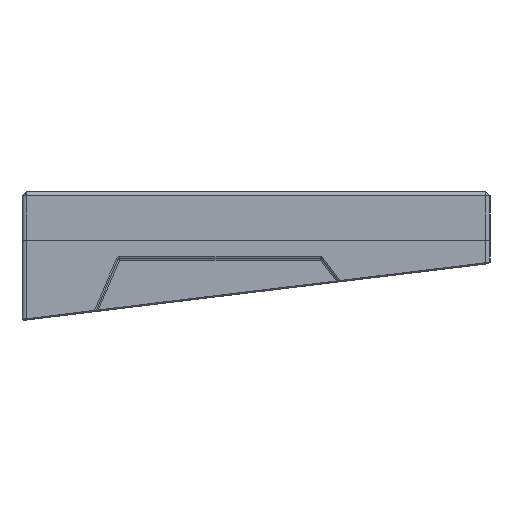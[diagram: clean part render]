
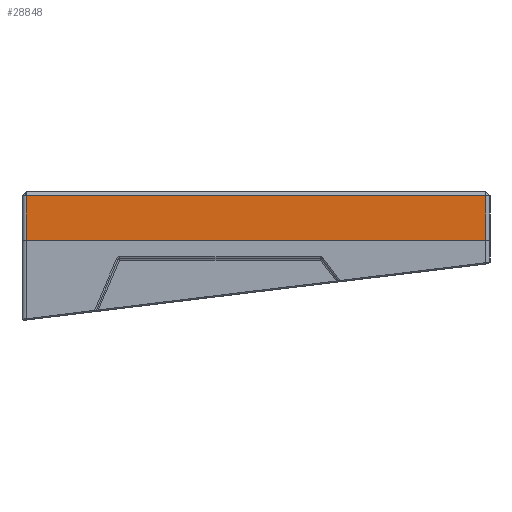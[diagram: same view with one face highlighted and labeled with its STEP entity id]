
A CAD part, left-side view. The second image highlights one B-rep face of the part: STEP entity #28848.
In plain terms, the highlighted planar face has unit normal (-1, 0, 0).
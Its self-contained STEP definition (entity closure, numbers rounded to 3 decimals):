
#2331=FACE_OUTER_BOUND('',#3971,.T.);
#3971=EDGE_LOOP('',(#22280,#22281,#22282,#22283));
#7345=LINE('',#49644,#10055);
#7353=LINE('',#49670,#10063);
#7360=LINE('',#49690,#10070);
#7362=LINE('',#49694,#10072);
#10055=VECTOR('',#35388,10.);
#10063=VECTOR('',#35420,10.);
#10070=VECTOR('',#35441,10.);
#10072=VECTOR('',#35447,10.);
#12725=VERTEX_POINT('',#49640);
#12726=VERTEX_POINT('',#49642);
#12732=VERTEX_POINT('',#49668);
#12738=VERTEX_POINT('',#49688);
#16146=EDGE_CURVE('',#12726,#12725,#7345,.T.);
#16159=EDGE_CURVE('',#12732,#12726,#7353,.T.);
#16169=EDGE_CURVE('',#12738,#12732,#7360,.T.);
#16171=EDGE_CURVE('',#12725,#12738,#7362,.T.);
#22280=ORIENTED_EDGE('',*,*,#16146,.F.);
#22281=ORIENTED_EDGE('',*,*,#16159,.F.);
#22282=ORIENTED_EDGE('',*,*,#16169,.F.);
#22283=ORIENTED_EDGE('',*,*,#16171,.F.);
#27520=PLANE('',#30748);
#28848=ADVANCED_FACE('',(#2331),#27520,.T.);
#30748=AXIS2_PLACEMENT_3D('',#49696,#35449,#35450);
#35388=DIRECTION('',(0.,-1.,0.));
#35420=DIRECTION('',(0.,0.,1.));
#35441=DIRECTION('',(0.,1.,0.));
#35447=DIRECTION('',(0.,0.,-1.));
#35449=DIRECTION('center_axis',(-1.,0.,0.));
#35450=DIRECTION('ref_axis',(0.,-1.,0.));
#49640=CARTESIAN_POINT('',(-7.975,-102.225,8.));
#49642=CARTESIAN_POINT('',(-7.975,6.5,8.));
#49644=CARTESIAN_POINT('',(-7.975,-20.181,8.));
#49668=CARTESIAN_POINT('',(-7.975,6.5,-2.5));
#49670=CARTESIAN_POINT('',(-7.975,6.5,-2.5));
#49688=CARTESIAN_POINT('',(-7.975,-102.225,-2.5));
#49690=CARTESIAN_POINT('',(-7.975,-103.225,-2.5));
#49694=CARTESIAN_POINT('',(-7.975,-102.225,-2.5));
#49696=CARTESIAN_POINT('Origin',(-7.975,7.5,-2.5));
